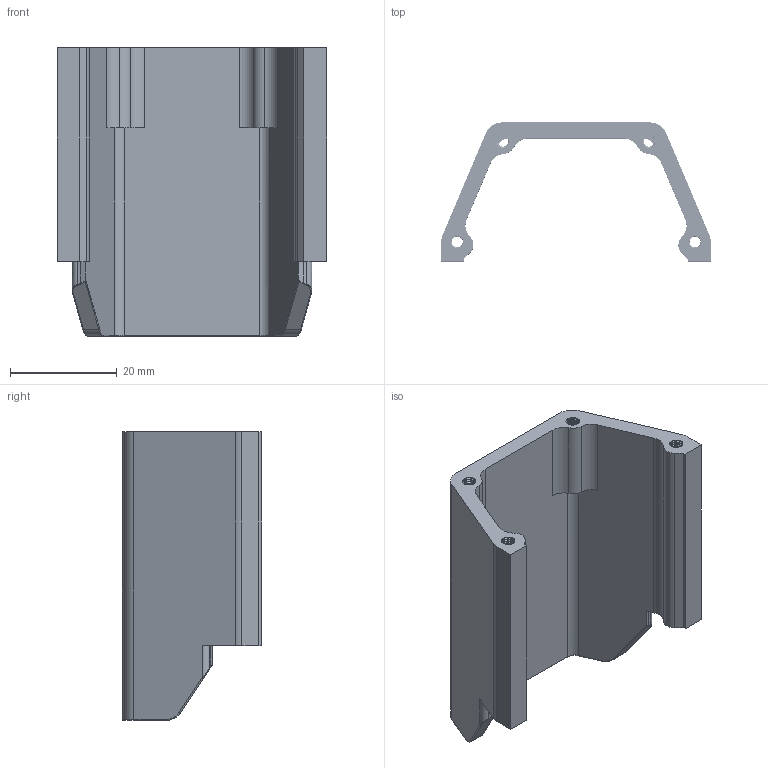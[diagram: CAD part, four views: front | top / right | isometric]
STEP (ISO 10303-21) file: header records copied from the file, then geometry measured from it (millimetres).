
FILE_DESCRIPTION(/* description */ (''),/* implementation_level */ '2;1');
FILE_NAME(/* name */ 'headShellBackComponent.step',/* time_stamp */ '2025-07-02T19:17:31-07:00',/* author */ (''),/* organization */ (''),/* preprocessor_version */ 'ST-DEVELOPER v20.1',/* originating_system */ 'Autodesk Translation Framework v14.10.0.0',/* authorisation */ '');
FILE_SCHEMA (('AUTOMOTIVE_DESIGN { 1 0 10303 214 3 1 1 }'));
Products named in the file (1): 2025-06-30-12-57-34-102
Bounding box: 50.42 x 26 x 54 mm (x, y, z)
Volume: 13124.4 mm3; surface area: 10398.4 mm2
Topology: 1 solids, 1 shells, 580 faces, 1714 edges, 1134 vertices
Faces by surface type: cylinder 532, plane 28, bspline 16, torus 4
Full cylindrical faces by diameter (mm): 2.075 x118, 2.58 x72
Entity records: 46316 total; most frequent: CARTESIAN_POINT 32760, ORIENTED_EDGE 3428, DIRECTION 1932, EDGE_CURVE 1714, VERTEX_POINT 1134, B_SPLINE_CURVE_WITH_KNOTS 1014, AXIS2_PLACEMENT_3D 667, LINE 598
